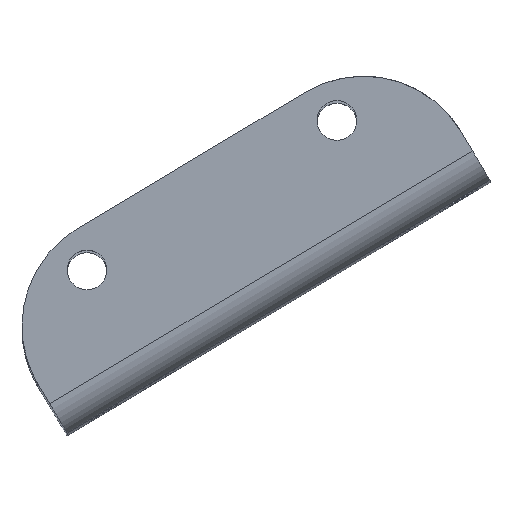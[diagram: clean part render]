
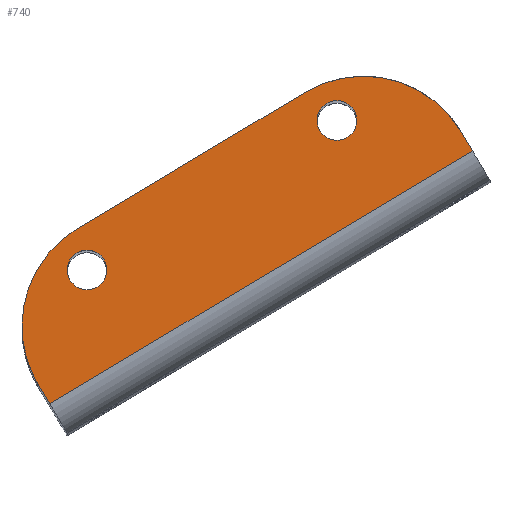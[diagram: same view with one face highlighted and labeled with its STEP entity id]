
A CAD part, top view. The second image highlights one B-rep face of the part: STEP entity #740.
In plain terms, the highlighted planar face has unit normal (0, 0, 1).
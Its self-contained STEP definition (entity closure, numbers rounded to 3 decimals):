
#20 = FACE_BOUND ( 'NONE', #1489, .T. ) ;
#37 = ORIENTED_EDGE ( 'NONE', *, *, #588, .F. ) ;
#68 = AXIS2_PLACEMENT_3D ( 'NONE', #1065, #207, #1785 ) ;
#79 = EDGE_CURVE ( 'NONE', #1460, #776, #1751, .T. ) ;
#131 = VECTOR ( 'NONE', #1446, 1000. ) ;
#135 = EDGE_CURVE ( 'NONE', #999, #1460, #880, .T. ) ;
#140 = ORIENTED_EDGE ( 'NONE', *, *, #923, .F. ) ;
#154 = ORIENTED_EDGE ( 'NONE', *, *, #203, .T. ) ;
#157 = AXIS2_PLACEMENT_3D ( 'NONE', #693, #1233, #847 ) ;
#203 = EDGE_CURVE ( 'NONE', #1416, #1150, #1020, .T. ) ;
#207 = DIRECTION ( 'NONE',  ( 0., 0., -1. ) ) ;
#212 = CARTESIAN_POINT ( 'NONE',  ( -19.411, 33.778, 140. ) ) ;
#237 = CARTESIAN_POINT ( 'NONE',  ( -23.954, 36.254, 140. ) ) ;
#252 = ORIENTED_EDGE ( 'NONE', *, *, #1114, .F. ) ;
#284 = FACE_BOUND ( 'NONE', #1164, .T. ) ;
#297 = CARTESIAN_POINT ( 'NONE',  ( -44.036, 24.243, 140. ) ) ;
#310 = EDGE_CURVE ( 'NONE', #999, #783, #1307, .T. ) ;
#320 = ORIENTED_EDGE ( 'NONE', *, *, #807, .T. ) ;
#381 = EDGE_LOOP ( 'NONE', ( #320, #448, #1513, #1035, #606, #1098, #154 ) ) ;
#431 = AXIS2_PLACEMENT_3D ( 'NONE', #1124, #836, #1826 ) ;
#448 = ORIENTED_EDGE ( 'NONE', *, *, #1709, .T. ) ;
#457 = AXIS2_PLACEMENT_3D ( 'NONE', #929, #1502, #1082 ) ;
#475 = DIRECTION ( 'NONE',  ( 0., 0., 1. ) ) ;
#504 = ORIENTED_EDGE ( 'NONE', *, *, #1813, .F. ) ;
#539 = CARTESIAN_POINT ( 'NONE',  ( -44.925, 20.611, 140. ) ) ;
#588 = EDGE_CURVE ( 'NONE', #1649, #963, #1238, .T. ) ;
#606 = ORIENTED_EDGE ( 'NONE', *, *, #310, .T. ) ;
#608 = AXIS2_PLACEMENT_3D ( 'NONE', #1468, #475, #936 ) ;
#612 = DIRECTION ( 'NONE',  ( 1., 0., 0. ) ) ;
#623 = DIRECTION ( 'NONE',  ( 0., 0., 1. ) ) ;
#627 = DIRECTION ( 'NONE',  ( 0.513, -0.858, 0. ) ) ;
#641 = VECTOR ( 'NONE', #913, 1000. ) ;
#693 = CARTESIAN_POINT ( 'NONE',  ( -38.903, 15.661, 140. ) ) ;
#704 = CIRCLE ( 'NONE', #608, 1.75 ) ;
#709 = CARTESIAN_POINT ( 'NONE',  ( 0., 0., 140. ) ) ;
#710 = CARTESIAN_POINT ( 'NONE',  ( -9.212, 31.089, 140. ) ) ;
#730 = CIRCLE ( 'NONE', #457, 10. ) ;
#737 = CARTESIAN_POINT ( 'NONE',  ( -22.283, 37.254, 140. ) ) ;
#740 = ADVANCED_FACE ( 'NONE', ( #1570, #284, #20 ), #852, .T. ) ;
#757 = CARTESIAN_POINT ( 'NONE',  ( -10.239, 32.806, 140. ) ) ;
#763 = CIRCLE ( 'NONE', #1742, 1.75 ) ;
#776 = VERTEX_POINT ( 'NONE', #1279 ) ;
#783 = VERTEX_POINT ( 'NONE', #297 ) ;
#807 = EDGE_CURVE ( 'NONE', #1150, #1796, #1321, .T. ) ;
#836 = DIRECTION ( 'NONE',  ( 0., 0., 1. ) ) ;
#847 = DIRECTION ( 'NONE',  ( 1., 0., 0. ) ) ;
#852 = PLANE ( 'NONE',  #1140 ) ;
#864 = DIRECTION ( 'NONE',  ( 0., 0., 1. ) ) ;
#880 = CIRCLE ( 'NONE', #68, 10. ) ;
#894 = CARTESIAN_POINT ( 'NONE',  ( -21.161, 33.778, 140. ) ) ;
#913 = DIRECTION ( 'NONE',  ( 0.513, -0.858, 0. ) ) ;
#923 = EDGE_CURVE ( 'NONE', #1390, #1750, #763, .T. ) ;
#929 = CARTESIAN_POINT ( 'NONE',  ( -38.903, 15.661, 140. ) ) ;
#936 = DIRECTION ( 'NONE',  ( 1., 0., 0. ) ) ;
#963 = VERTEX_POINT ( 'NONE', #1650 ) ;
#974 = AXIS2_PLACEMENT_3D ( 'NONE', #1633, #623, #612 ) ;
#997 = CARTESIAN_POINT ( 'NONE',  ( -48.903, 15.661, 140. ) ) ;
#999 = VERTEX_POINT ( 'NONE', #237 ) ;
#1020 = CIRCLE ( 'NONE', #157, 10. ) ;
#1035 = ORIENTED_EDGE ( 'NONE', *, *, #135, .F. ) ;
#1065 = CARTESIAN_POINT ( 'NONE',  ( -18.821, 27.673, 140. ) ) ;
#1082 = DIRECTION ( 'NONE',  ( 1., 0., 0. ) ) ;
#1092 = EDGE_CURVE ( 'NONE', #783, #1416, #730, .T. ) ;
#1098 = ORIENTED_EDGE ( 'NONE', *, *, #1092, .T. ) ;
#1114 = EDGE_CURVE ( 'NONE', #1750, #1390, #704, .T. ) ;
#1124 = CARTESIAN_POINT ( 'NONE',  ( -43.175, 20.611, 140. ) ) ;
#1140 = AXIS2_PLACEMENT_3D ( 'NONE', #709, #864, #1304 ) ;
#1150 = VERTEX_POINT ( 'NONE', #1373 ) ;
#1164 = EDGE_LOOP ( 'NONE', ( #140, #252 ) ) ;
#1217 = CARTESIAN_POINT ( 'NONE',  ( 6.911, 4.134, 140. ) ) ;
#1233 = DIRECTION ( 'NONE',  ( 0., 0., 1. ) ) ;
#1238 = CIRCLE ( 'NONE', #431, 1.75 ) ;
#1279 = CARTESIAN_POINT ( 'NONE',  ( -9.212, 31.089, 140. ) ) ;
#1283 = CARTESIAN_POINT ( 'NONE',  ( -22.911, 33.778, 140. ) ) ;
#1301 = CIRCLE ( 'NONE', #974, 1.75 ) ;
#1304 = DIRECTION ( 'NONE',  ( 1., 0., 0. ) ) ;
#1307 = LINE ( 'NONE', #737, #131 ) ;
#1321 = LINE ( 'NONE', #1640, #641 ) ;
#1336 = DIRECTION ( 'NONE',  ( 0., 0., 1. ) ) ;
#1373 = CARTESIAN_POINT ( 'NONE',  ( -47.484, 10.527, 140. ) ) ;
#1390 = VERTEX_POINT ( 'NONE', #1283 ) ;
#1397 = VECTOR ( 'NONE', #1707, 1000. ) ;
#1416 = VERTEX_POINT ( 'NONE', #997 ) ;
#1423 = LINE ( 'NONE', #710, #1397 ) ;
#1446 = DIRECTION ( 'NONE',  ( -0.858, -0.513, 0. ) ) ;
#1460 = VERTEX_POINT ( 'NONE', #757 ) ;
#1468 = CARTESIAN_POINT ( 'NONE',  ( -21.161, 33.778, 140. ) ) ;
#1489 = EDGE_LOOP ( 'NONE', ( #37, #504 ) ) ;
#1502 = DIRECTION ( 'NONE',  ( 0., 0., 1. ) ) ;
#1513 = ORIENTED_EDGE ( 'NONE', *, *, #79, .F. ) ;
#1537 = VECTOR ( 'NONE', #627, 1000. ) ;
#1570 = FACE_OUTER_BOUND ( 'NONE', #381, .T. ) ;
#1633 = CARTESIAN_POINT ( 'NONE',  ( -43.175, 20.611, 140. ) ) ;
#1640 = CARTESIAN_POINT ( 'NONE',  ( -30.334, -18.145, 140. ) ) ;
#1649 = VERTEX_POINT ( 'NONE', #539 ) ;
#1650 = CARTESIAN_POINT ( 'NONE',  ( -41.425, 20.611, 140. ) ) ;
#1707 = DIRECTION ( 'NONE',  ( 0.858, 0.513, 0. ) ) ;
#1709 = EDGE_CURVE ( 'NONE', #1796, #776, #1423, .T. ) ;
#1742 = AXIS2_PLACEMENT_3D ( 'NONE', #894, #1336, #1754 ) ;
#1750 = VERTEX_POINT ( 'NONE', #212 ) ;
#1751 = LINE ( 'NONE', #1217, #1537 ) ;
#1754 = DIRECTION ( 'NONE',  ( 1., 0., 0. ) ) ;
#1765 = CARTESIAN_POINT ( 'NONE',  ( -46.458, 8.811, 140. ) ) ;
#1785 = DIRECTION ( 'NONE',  ( 1., 0., 0. ) ) ;
#1796 = VERTEX_POINT ( 'NONE', #1765 ) ;
#1813 = EDGE_CURVE ( 'NONE', #963, #1649, #1301, .T. ) ;
#1826 = DIRECTION ( 'NONE',  ( 1., 0., 0. ) ) ;
